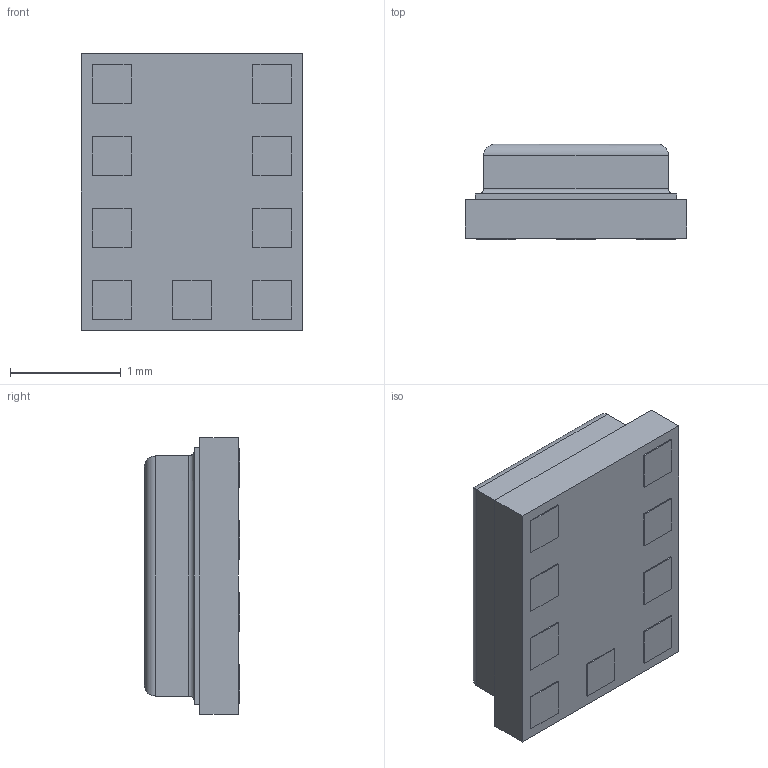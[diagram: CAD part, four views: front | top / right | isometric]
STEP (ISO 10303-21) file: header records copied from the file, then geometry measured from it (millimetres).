
FILE_DESCRIPTION (( 'STEP AP214' ), '1' );
FILE_NAME ('OMRON_2SMPB-02B.STEP', '2021-05-22T18:25:53', ( '' ), ( '' ), 'SwSTEP 2.0', 'SolidWorks 2020', '' );
FILE_SCHEMA (( 'AUTOMOTIVE_DESIGN' ));
Length unit declared in the file: millimetre
Products named in the file (1): OMRON_2SMPB-02B
Bounding box: 2 x 0.86 x 2.5 mm (x, y, z)
Volume: 3.6 mm3; surface area: 16.8 mm2
Topology: 1 solids, 1 shells, 84 faces, 190 edges, 124 vertices
Faces by surface type: plane 66, cylinder 18
Entity records: 3268 total; most frequent: CARTESIAN_POINT 423, ORIENTED_EDGE 380, DIRECTION 372, EDGE_CURVE 190, LINE 162, VECTOR 162, VERTEX_POINT 124, AXIS2_PLACEMENT_3D 105
